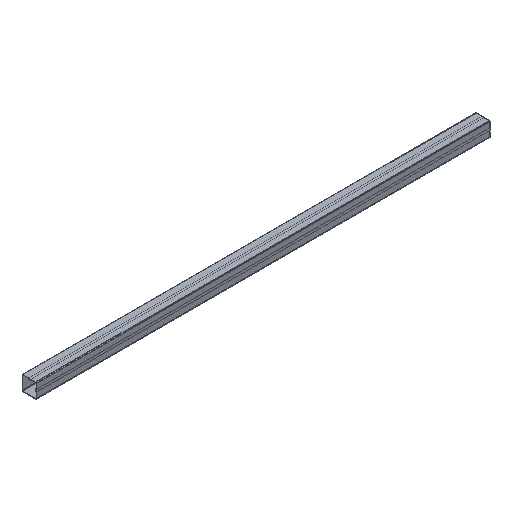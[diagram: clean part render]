
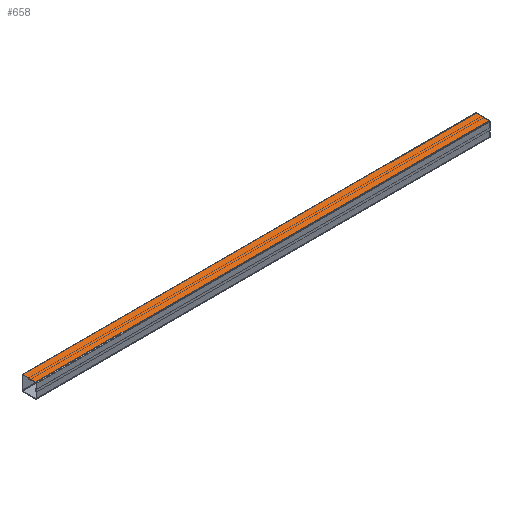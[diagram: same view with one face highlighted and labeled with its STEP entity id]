
A CAD part, isometric view. The second image highlights one B-rep face of the part: STEP entity #658.
In plain terms, the highlighted planar face has unit normal (0, 0, 1).
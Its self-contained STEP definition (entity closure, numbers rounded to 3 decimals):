
#90=FACE_OUTER_BOUND('',#124,.T.);
#124=EDGE_LOOP('',(#520,#521,#522,#523));
#184=LINE('',#1082,#248);
#185=LINE('',#1084,#249);
#186=LINE('',#1086,#250);
#187=LINE('',#1087,#251);
#248=VECTOR('',#884,1.);
#249=VECTOR('',#885,1.);
#250=VECTOR('',#886,1.);
#251=VECTOR('',#887,1.);
#312=VERTEX_POINT('',#1080);
#313=VERTEX_POINT('',#1081);
#314=VERTEX_POINT('',#1083);
#315=VERTEX_POINT('',#1085);
#400=EDGE_CURVE('',#312,#313,#184,.T.);
#401=EDGE_CURVE('',#312,#314,#185,.T.);
#402=EDGE_CURVE('',#315,#314,#186,.T.);
#403=EDGE_CURVE('',#313,#315,#187,.T.);
#520=ORIENTED_EDGE('',*,*,#400,.F.);
#521=ORIENTED_EDGE('',*,*,#401,.T.);
#522=ORIENTED_EDGE('',*,*,#402,.F.);
#523=ORIENTED_EDGE('',*,*,#403,.F.);
#628=PLANE('',#718);
#658=ADVANCED_FACE('',(#90),#628,.T.);
#718=AXIS2_PLACEMENT_3D('',#1079,#882,#883);
#882=DIRECTION('center_axis',(0.,0.,1.));
#883=DIRECTION('ref_axis',(0.,-1.,0.));
#884=DIRECTION('',(0.,1.,0.));
#885=DIRECTION('',(1.,0.,0.));
#886=DIRECTION('',(0.,-1.,0.));
#887=DIRECTION('',(1.,0.,0.));
#1079=CARTESIAN_POINT('Origin',(0.,42.,50.));
#1080=CARTESIAN_POINT('',(0.,-2.,50.));
#1081=CARTESIAN_POINT('',(0.,42.,50.));
#1082=CARTESIAN_POINT('',(0.,-2.,50.));
#1083=CARTESIAN_POINT('',(1524.,-2.,50.));
#1084=CARTESIAN_POINT('',(0.,-2.,50.));
#1085=CARTESIAN_POINT('',(1524.,42.,50.));
#1086=CARTESIAN_POINT('',(1524.,-2.,50.));
#1087=CARTESIAN_POINT('',(0.,42.,50.));
